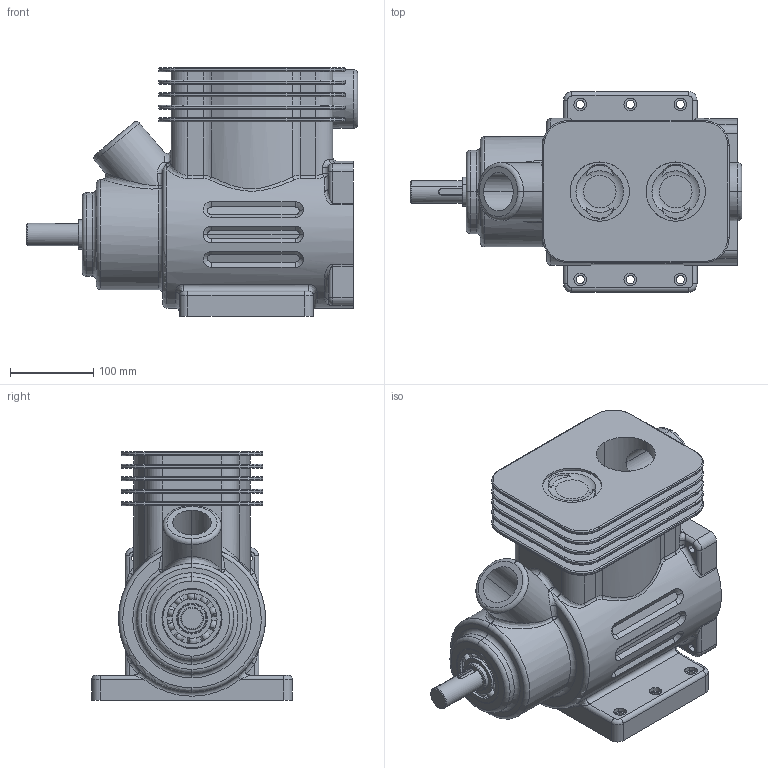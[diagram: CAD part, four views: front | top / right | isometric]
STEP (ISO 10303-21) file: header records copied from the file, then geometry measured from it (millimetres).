
FILE_DESCRIPTION(('CATIA V5 STEP Exchange'),'2;1');
FILE_NAME('Engin_End.stp','2017-08-11T04:07:31+00:00',('none'),('none'),'CATIA Version 5 Release 20 SP 7 (IN-10)','CATIA V5 STEP AP203','none');
FILE_SCHEMA(('CONFIG_CONTROL_DESIGN'));
Length unit declared in the file: millimetre
Products named in the file (3): Engin; Connecting_Rod_Assy; Piston_Assy
Assembly tree (19 placements, depth 3):
  Engin
    #58
    #19007
    Connecting_Rod_Assy  x2
      #25305
      #25862
      #27535
      #31993
    Piston_Assy  x2
      #32610
      #32962
      #33162
      #35210
    #35422  x2
Bounding box: 397 x 240 x 298 mm (x, y, z)
Volume: 6978417.6 mm3; surface area: 969922.2 mm2
Topology: 48 solids, 48 shells, 1507 faces, 3717 edges, 2261 vertices
Faces by surface type: cylinder 634, plane 383, torus 274, cone 86, bspline 56, sphere 56, revolution 16, extrusion 2
Entity records: 36335 total; most frequent: CARTESIAN_POINT 13405, ORIENTED_EDGE 5110, DIRECTION 3725, EDGE_CURVE 2555, AXIS2_PLACEMENT_3D 1982, VERTEX_POINT 1577, CIRCLE 1239, EDGE_LOOP 1144
